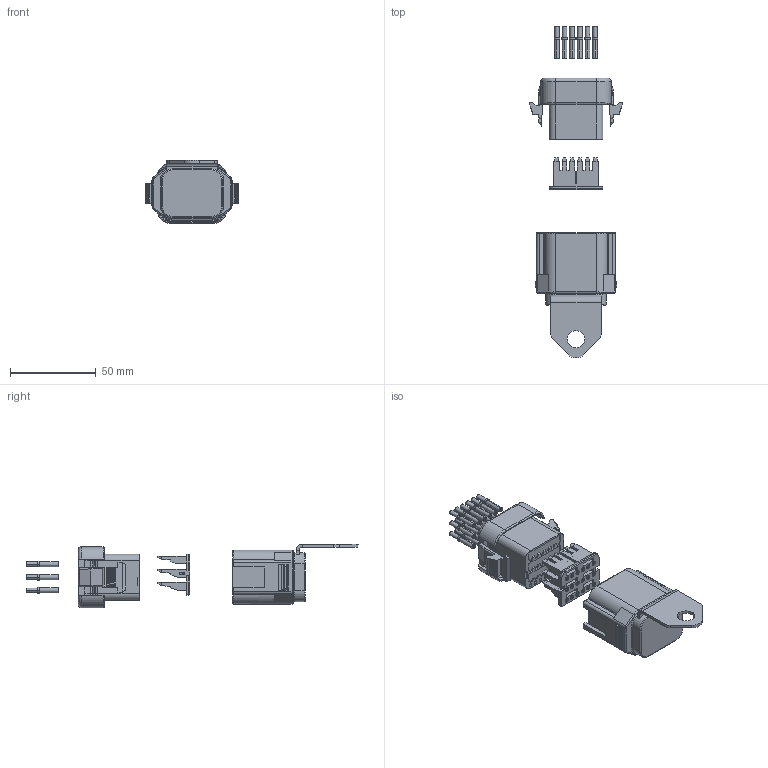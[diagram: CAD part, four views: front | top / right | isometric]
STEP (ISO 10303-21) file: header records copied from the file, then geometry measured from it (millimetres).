
FILE_DESCRIPTION((''),'2;1');
FILE_NAME('C-ATV04-18PA-BUS_3D','2019-07-15T',('sullen.zhang'),(''),'PRO/ENGINEER BY PARAMETRIC TECHNOLOGY CORPORATION, 2016360','PRO/ENGINEER BY PARAMETRIC TECHNOLOGY CORPORATION, 2016360','');
FILE_SCHEMA(('CONFIG_CONTROL_DESIGN'));
Products named in the file (1): C-ATV04-18PA-BUS_3D
Bounding box: 54.5 x 193.58 x 37.13 mm (x, y, z)
Volume: 58795.3 mm3; surface area: 40364 mm2
Topology: 21 solids, 21 shells, 3866 faces, 10506 edges, 6861 vertices
Faces by surface type: plane 1502, extrusion 1072, cylinder 748, torus 288, cone 170, sphere 70, bspline 16
Entity records: 128678 total; most frequent: CARTESIAN_POINT 34766, ORIENTED_EDGE 20800, DIRECTION 16622, EDGE_CURVE 10400, VERTEX_POINT 6861, VECTOR 6388, LINE 5316, AXIS2_PLACEMENT_3D 5117
